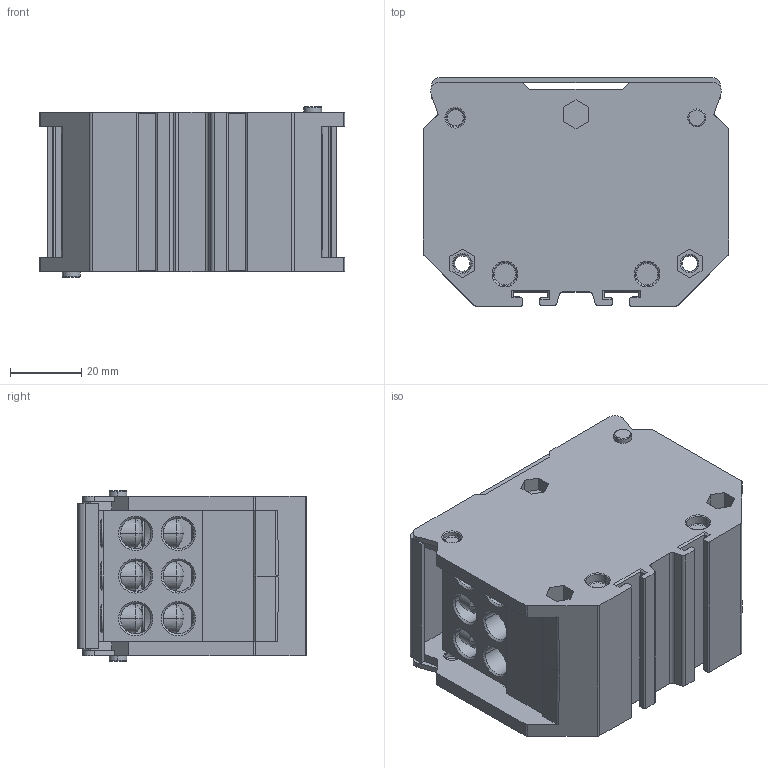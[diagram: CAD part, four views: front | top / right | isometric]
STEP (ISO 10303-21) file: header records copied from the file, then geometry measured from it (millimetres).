
FILE_DESCRIPTION((''),'2;1');
FILE_NAME('5YB574634','2023-10-11T',('Administrator'),(''),'PRO/ENGINEER BY PARAMETRIC TECHNOLOGY CORPORATION, 2013230','PRO/ENGINEER BY PARAMETRIC TECHNOLOGY CORPORATION, 2013230','');
FILE_SCHEMA(('CONFIG_CONTROL_DESIGN'));
Length unit declared in the file: millimetre
Products named in the file (1): 5YB574634
Bounding box: 86 x 64.3 x 48 mm (x, y, z)
Volume: 127788 mm3; surface area: 53891.3 mm2
Topology: 1 solids, 4 shells, 649 faces, 1674 edges, 1021 vertices
Faces by surface type: plane 349, cylinder 156, cone 64, torus 64, sphere 12, bspline 4
Entity records: 24622 total; most frequent: CARTESIAN_POINT 4361, DIRECTION 3352, ORIENTED_EDGE 3296, EDGE_CURVE 1648, AXIS2_PLACEMENT_3D 1149, VECTOR 1054, LINE 1054, VERTEX_POINT 1021
